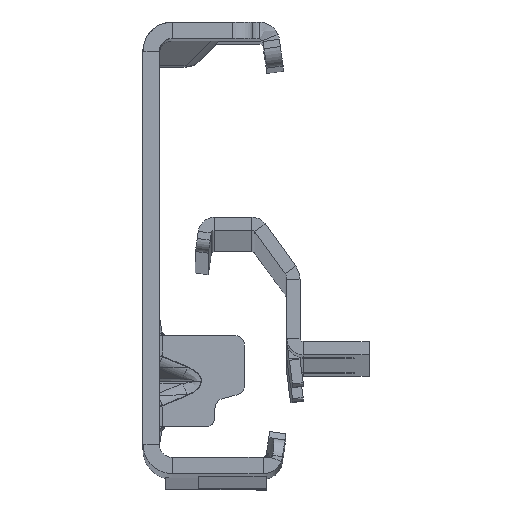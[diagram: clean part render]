
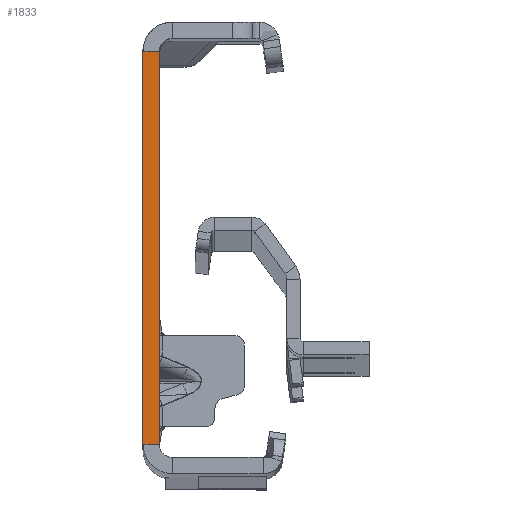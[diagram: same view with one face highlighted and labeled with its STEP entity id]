
A CAD part, top view. The second image highlights one B-rep face of the part: STEP entity #1833.
In plain terms, the highlighted planar face has unit normal (0, 0, 1).
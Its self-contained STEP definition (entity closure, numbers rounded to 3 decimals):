
#1833 = ADVANCED_FACE ( 'NONE', ( #6729 ), #18627, .T. ) ;
#2891 = CARTESIAN_POINT ( 'NONE',  ( 0., -30., 0. ) ) ;
#6167 = LINE ( 'NONE', #9947, #37220 ) ;
#6729 = FACE_OUTER_BOUND ( 'NONE', #8459, .T. ) ;
#7226 = CARTESIAN_POINT ( 'NONE',  ( -2.5, -32., 0. ) ) ;
#8459 = EDGE_LOOP ( 'NONE', ( #19821, #28591, #10140, #22624 ) ) ;
#9947 = CARTESIAN_POINT ( 'NONE',  ( 0., 30., 0. ) ) ;
#10140 = ORIENTED_EDGE ( 'NONE', *, *, #30676, .T. ) ;
#12821 = LINE ( 'NONE', #31738, #46797 ) ;
#13050 = DIRECTION ( 'NONE',  ( 0., -1., 0. ) ) ;
#14627 = VERTEX_POINT ( 'NONE', #2891 ) ;
#18014 = DIRECTION ( 'NONE',  ( 0., -1., 0. ) ) ;
#18627 = PLANE ( 'NONE',  #30419 ) ;
#19821 = ORIENTED_EDGE ( 'NONE', *, *, #38482, .F. ) ;
#21352 = DIRECTION ( 'NONE',  ( -1., 0., 0. ) ) ;
#22624 = ORIENTED_EDGE ( 'NONE', *, *, #26449, .F. ) ;
#23874 = CARTESIAN_POINT ( 'NONE',  ( -2.5, -30., 0. ) ) ;
#25065 = VECTOR ( 'NONE', #13050, 1000. ) ;
#25396 = LINE ( 'NONE', #47675, #25065 ) ;
#26449 = EDGE_CURVE ( 'NONE', #14627, #38767, #12821, .T. ) ;
#28591 = ORIENTED_EDGE ( 'NONE', *, *, #42877, .T. ) ;
#29235 = CARTESIAN_POINT ( 'NONE',  ( 0., 30., 0. ) ) ;
#30347 = LINE ( 'NONE', #49088, #31043 ) ;
#30419 = AXIS2_PLACEMENT_3D ( 'NONE', #7226, #49686, #38074 ) ;
#30676 = EDGE_CURVE ( 'NONE', #41388, #38767, #30347, .T. ) ;
#31043 = VECTOR ( 'NONE', #18014, 1000. ) ;
#31738 = CARTESIAN_POINT ( 'NONE',  ( 0., -30., 0. ) ) ;
#37220 = VECTOR ( 'NONE', #21352, 1000. ) ;
#38074 = DIRECTION ( 'NONE',  ( 1., 0., 0. ) ) ;
#38482 = EDGE_CURVE ( 'NONE', #44782, #14627, #25396, .T. ) ;
#38767 = VERTEX_POINT ( 'NONE', #23874 ) ;
#40360 = CARTESIAN_POINT ( 'NONE',  ( -2.5, 30., 0. ) ) ;
#41388 = VERTEX_POINT ( 'NONE', #40360 ) ;
#42877 = EDGE_CURVE ( 'NONE', #44782, #41388, #6167, .T. ) ;
#44782 = VERTEX_POINT ( 'NONE', #29235 ) ;
#46797 = VECTOR ( 'NONE', #47189, 1000. ) ;
#47189 = DIRECTION ( 'NONE',  ( -1., 0., 0. ) ) ;
#47675 = CARTESIAN_POINT ( 'NONE',  ( 0., -32., 0. ) ) ;
#49088 = CARTESIAN_POINT ( 'NONE',  ( -2.5, -32., 0. ) ) ;
#49686 = DIRECTION ( 'NONE',  ( 0., 0., 1. ) ) ;
